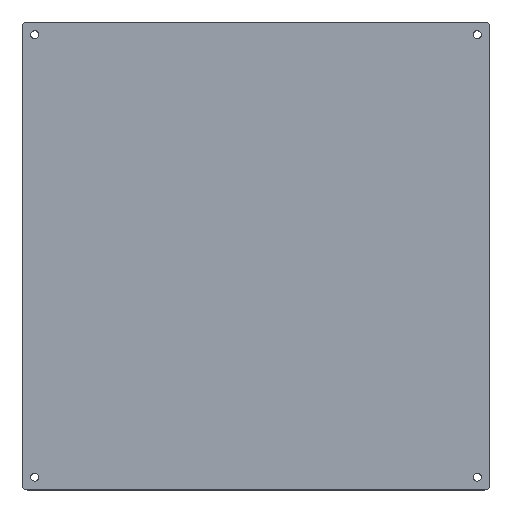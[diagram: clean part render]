
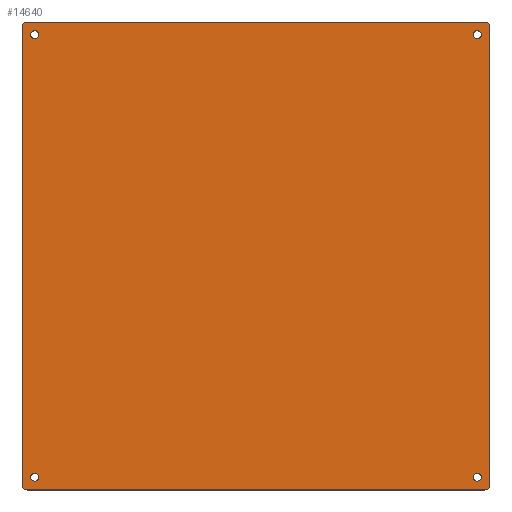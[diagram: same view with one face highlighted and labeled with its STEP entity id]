
A CAD part, top view. The second image highlights one B-rep face of the part: STEP entity #14640.
In plain terms, the highlighted planar face has unit normal (0, 0, 1).
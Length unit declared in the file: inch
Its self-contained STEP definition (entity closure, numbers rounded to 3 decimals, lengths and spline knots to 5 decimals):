
#1465=FACE_BOUND('',#3359,.T.);
#1466=FACE_BOUND('',#3360,.T.);
#1467=FACE_BOUND('',#3361,.T.);
#1468=FACE_BOUND('',#3362,.T.);
#1752=PLANE('',#15025);
#2522=FACE_OUTER_BOUND('',#3358,.T.);
#3358=EDGE_LOOP('',(#13831,#13832,#13833,#13834,#13835,#13836,#13837,#13838));
#3359=EDGE_LOOP('',(#13839));
#3360=EDGE_LOOP('',(#13840));
#3361=EDGE_LOOP('',(#13841));
#3362=EDGE_LOOP('',(#13842));
#4559=LINE('',#25477,#5767);
#4565=LINE('',#25497,#5773);
#4568=LINE('',#25505,#5776);
#4570=LINE('',#25511,#5778);
#5767=VECTOR('',#16932,0.3937);
#5773=VECTOR('',#16952,0.3937);
#5776=VECTOR('',#16961,0.3937);
#5778=VECTOR('',#16969,0.3937);
#5820=CIRCLE('',#14998,0.095);
#5822=CIRCLE('',#15001,0.095);
#5824=CIRCLE('',#15004,0.095);
#5826=CIRCLE('',#15007,0.095);
#5827=CIRCLE('',#15009,0.125);
#5832=CIRCLE('',#15017,0.125);
#5833=CIRCLE('',#15020,0.125);
#5834=CIRCLE('',#15023,0.125);
#7268=VERTEX_POINT('',#25442);
#7270=VERTEX_POINT('',#25448);
#7272=VERTEX_POINT('',#25454);
#7274=VERTEX_POINT('',#25460);
#7275=VERTEX_POINT('',#25464);
#7276=VERTEX_POINT('',#25465);
#7280=VERTEX_POINT('',#25475);
#7286=VERTEX_POINT('',#25491);
#7287=VERTEX_POINT('',#25495);
#7288=VERTEX_POINT('',#25499);
#7289=VERTEX_POINT('',#25503);
#7290=VERTEX_POINT('',#25507);
#9441=EDGE_CURVE('',#7268,#7268,#5820,.T.);
#9444=EDGE_CURVE('',#7270,#7270,#5822,.T.);
#9447=EDGE_CURVE('',#7272,#7272,#5824,.T.);
#9450=EDGE_CURVE('',#7274,#7274,#5826,.T.);
#9451=EDGE_CURVE('',#7275,#7276,#5827,.T.);
#9457=EDGE_CURVE('',#7275,#7280,#4559,.T.);
#9464=EDGE_CURVE('',#7286,#7280,#5832,.T.);
#9467=EDGE_CURVE('',#7286,#7287,#4565,.T.);
#9468=EDGE_CURVE('',#7288,#7287,#5833,.T.);
#9471=EDGE_CURVE('',#7288,#7289,#4568,.T.);
#9472=EDGE_CURVE('',#7290,#7289,#5834,.T.);
#9474=EDGE_CURVE('',#7290,#7276,#4570,.T.);
#13831=ORIENTED_EDGE('',*,*,#9451,.F.);
#13832=ORIENTED_EDGE('',*,*,#9457,.T.);
#13833=ORIENTED_EDGE('',*,*,#9464,.F.);
#13834=ORIENTED_EDGE('',*,*,#9467,.T.);
#13835=ORIENTED_EDGE('',*,*,#9468,.F.);
#13836=ORIENTED_EDGE('',*,*,#9471,.T.);
#13837=ORIENTED_EDGE('',*,*,#9472,.F.);
#13838=ORIENTED_EDGE('',*,*,#9474,.T.);
#13839=ORIENTED_EDGE('',*,*,#9441,.T.);
#13840=ORIENTED_EDGE('',*,*,#9444,.T.);
#13841=ORIENTED_EDGE('',*,*,#9447,.T.);
#13842=ORIENTED_EDGE('',*,*,#9450,.T.);
#14640=ADVANCED_FACE('',(#2522,#1465,#1466,#1467,#1468),#1752,.T.);
#14998=AXIS2_PLACEMENT_3D('',#25444,#16897,#16898);
#15001=AXIS2_PLACEMENT_3D('',#25450,#16904,#16905);
#15004=AXIS2_PLACEMENT_3D('',#25456,#16911,#16912);
#15007=AXIS2_PLACEMENT_3D('',#25462,#16918,#16919);
#15009=AXIS2_PLACEMENT_3D('',#25466,#16922,#16923);
#15017=AXIS2_PLACEMENT_3D('',#25492,#16946,#16947);
#15020=AXIS2_PLACEMENT_3D('',#25500,#16955,#16956);
#15023=AXIS2_PLACEMENT_3D('',#25508,#16964,#16965);
#15025=AXIS2_PLACEMENT_3D('',#25512,#16970,#16971);
#16897=DIRECTION('center_axis',(0.,0.,-1.));
#16898=DIRECTION('ref_axis',(-1.,0.,0.));
#16904=DIRECTION('center_axis',(0.,0.,-1.));
#16905=DIRECTION('ref_axis',(-1.,0.,0.));
#16911=DIRECTION('center_axis',(0.,0.,-1.));
#16912=DIRECTION('ref_axis',(-1.,0.,0.));
#16918=DIRECTION('center_axis',(0.,0.,-1.));
#16919=DIRECTION('ref_axis',(-1.,0.,0.));
#16922=DIRECTION('center_axis',(0.,0.,-1.));
#16923=DIRECTION('ref_axis',(-0.707,-0.707,0.));
#16932=DIRECTION('',(1.,0.,0.));
#16946=DIRECTION('center_axis',(0.,0.,-1.));
#16947=DIRECTION('ref_axis',(0.707,-0.707,0.));
#16952=DIRECTION('',(0.,1.,0.));
#16955=DIRECTION('center_axis',(0.,0.,-1.));
#16956=DIRECTION('ref_axis',(0.707,0.707,0.));
#16961=DIRECTION('',(-1.,0.,0.));
#16964=DIRECTION('center_axis',(0.,0.,-1.));
#16965=DIRECTION('ref_axis',(-0.707,0.707,0.));
#16969=DIRECTION('',(0.,-1.,0.));
#16970=DIRECTION('center_axis',(0.,0.,1.));
#16971=DIRECTION('ref_axis',(1.,0.,0.));
#25442=CARTESIAN_POINT('',(5.295,5.2,0.75));
#25444=CARTESIAN_POINT('Origin',(5.2,5.2,0.75));
#25448=CARTESIAN_POINT('',(-5.105,-5.2,0.75));
#25450=CARTESIAN_POINT('Origin',(-5.2,-5.2,0.75));
#25454=CARTESIAN_POINT('',(5.295,-5.2,0.75));
#25456=CARTESIAN_POINT('Origin',(5.2,-5.2,0.75));
#25460=CARTESIAN_POINT('',(-5.105,5.2,0.75));
#25462=CARTESIAN_POINT('Origin',(-5.2,5.2,0.75));
#25464=CARTESIAN_POINT('',(-5.375,-5.5,0.75));
#25465=CARTESIAN_POINT('',(-5.5,-5.375,0.75));
#25466=CARTESIAN_POINT('Origin',(-5.375,-5.375,0.75));
#25475=CARTESIAN_POINT('',(5.375,-5.5,0.75));
#25477=CARTESIAN_POINT('',(-5.5,-5.5,0.75));
#25491=CARTESIAN_POINT('',(5.5,-5.375,0.75));
#25492=CARTESIAN_POINT('Origin',(5.375,-5.375,0.75));
#25495=CARTESIAN_POINT('',(5.5,5.375,0.75));
#25497=CARTESIAN_POINT('',(5.5,-5.5,0.75));
#25499=CARTESIAN_POINT('',(5.375,5.5,0.75));
#25500=CARTESIAN_POINT('Origin',(5.375,5.375,0.75));
#25503=CARTESIAN_POINT('',(-5.375,5.5,0.75));
#25505=CARTESIAN_POINT('',(5.5,5.5,0.75));
#25507=CARTESIAN_POINT('',(-5.5,5.375,0.75));
#25508=CARTESIAN_POINT('Origin',(-5.375,5.375,0.75));
#25511=CARTESIAN_POINT('',(-5.5,5.5,0.75));
#25512=CARTESIAN_POINT('Origin',(0.,0.,0.75));
